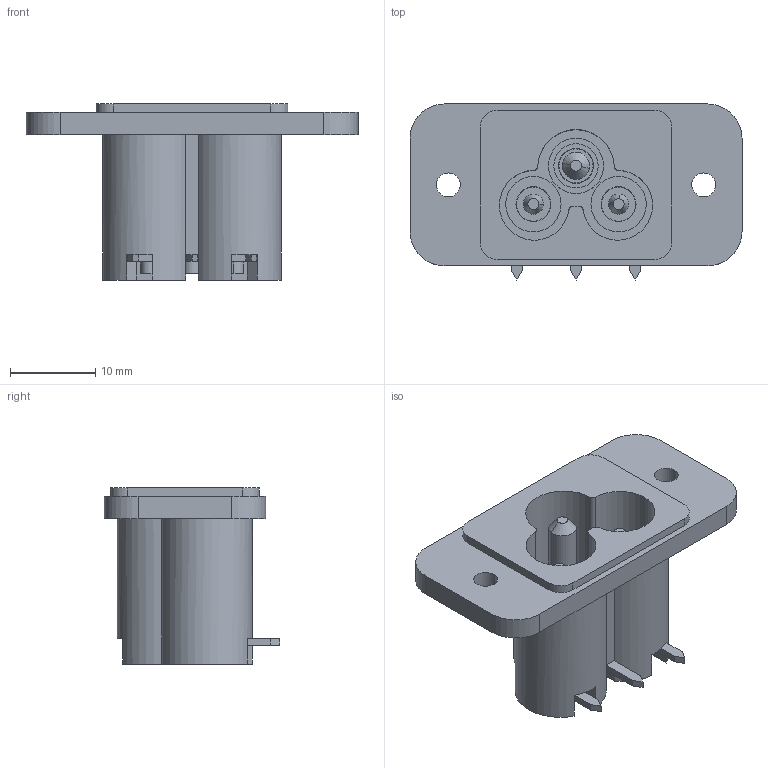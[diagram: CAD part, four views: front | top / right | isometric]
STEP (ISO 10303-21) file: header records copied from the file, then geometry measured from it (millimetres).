
FILE_DESCRIPTION (( 'STEP AP214' ), '1' );
FILE_NAME ('RF-190.STEP', '2017-02-06T03:14:19', ( '' ), ( '' ), 'SwSTEP 2.0', 'SolidWorks 2016', '' );
FILE_SCHEMA (( 'AUTOMOTIVE_DESIGN' ));
Length unit declared in the file: millimetre
Products named in the file (6): RF190-001; RF190; RF-190; RF190-002-0.8; RF190-001-0.8; RF190-002
Assembly tree (7 placements, depth 2):
  RF-190
    RF190
    RF190-001
    RF190-002  x2
    RF190-001-0.8
    RF190-002-0.8  x2
Bounding box: 39 x 20.65 x 20.7 mm (x, y, z)
Volume: 3996.3 mm3; surface area: 5214.3 mm2
Topology: 7 solids, 7 shells, 208 faces, 493 edges, 315 vertices
Faces by surface type: plane 97, cylinder 81, cone 30
Entity records: 5203 total; most frequent: DIRECTION 921, CARTESIAN_POINT 844, ORIENTED_EDGE 806, EDGE_CURVE 403, AXIS2_PLACEMENT_3D 339, VERTEX_POINT 262, VECTOR 243, LINE 243
